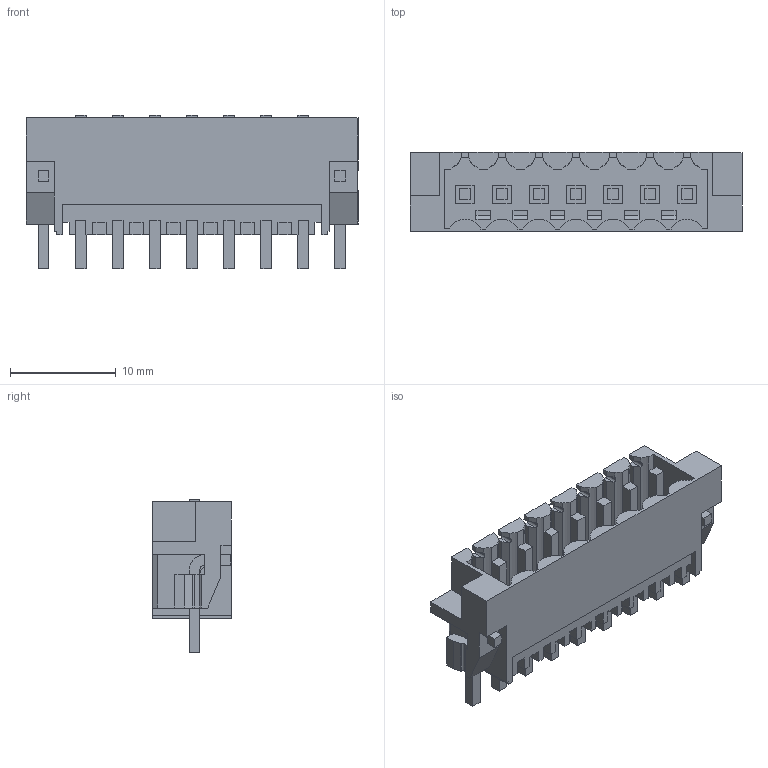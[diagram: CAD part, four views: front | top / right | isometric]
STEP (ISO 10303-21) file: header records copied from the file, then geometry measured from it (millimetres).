
FILE_DESCRIPTION(('CATIA V5 STEP Exchange','CAx-IF Rec.Pracs.--- Model Styling and Organization---1.2---2011-12-15'),'2;1');
FILE_NAME ('D1462176_0_2441820000_2441820000.stp','2018-03-13T15:54:17+00:00',('none'),('Weidmueller'),'CATIA Version 5-6 Release 2014','CATIA V5 STEP AP214','none');
FILE_SCHEMA(('AUTOMOTIVE_DESIGN { 1 0 10303 214 1 1 1 1 }'));
Length unit declared in the file: millimetre
Products named in the file (1): 2441820000
Bounding box: 31.35 x 7.45 x 14.45 mm (x, y, z)
Volume: 1068.5 mm3; surface area: 2929.5 mm2
Topology: 10 solids, 10 shells, 616 faces, 1812 edges, 1227 vertices
Faces by surface type: plane 559, cylinder 57
Entity records: 19737 total; most frequent: CARTESIAN_POINT 3667, ORIENTED_EDGE 3624, DIRECTION 2536, EDGE_CURVE 1812, VECTOR 1670, LINE 1670, VERTEX_POINT 1227, EDGE_LOOP 645
